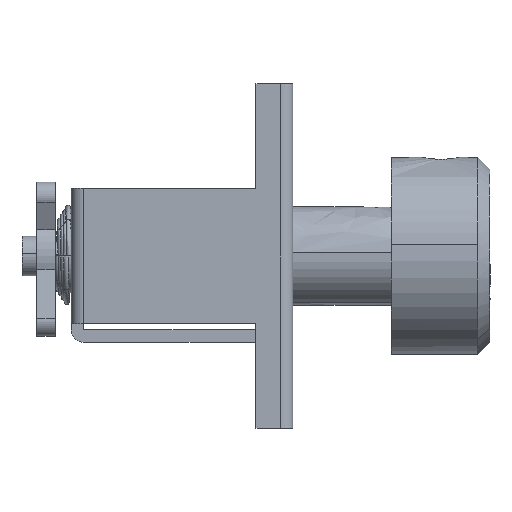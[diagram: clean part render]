
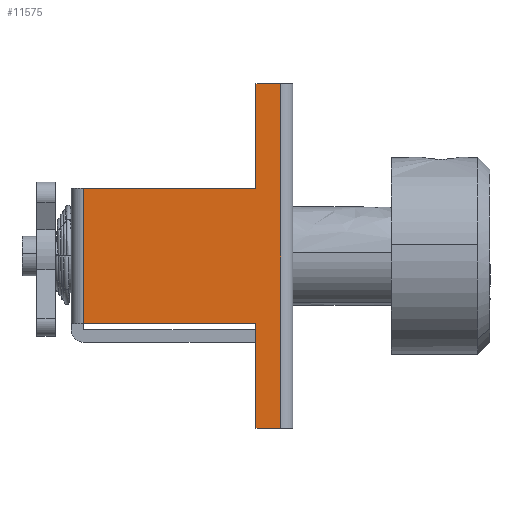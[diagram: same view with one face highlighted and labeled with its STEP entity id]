
A CAD part, left-side view. The second image highlights one B-rep face of the part: STEP entity #11575.
In plain terms, the highlighted free-form (B-spline) face has degree [1, 1] with [2, 2] control points.
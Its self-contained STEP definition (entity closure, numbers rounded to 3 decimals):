
#11294=CARTESIAN_POINT('',(17.0,7.0,5.5));
#11295=VERTEX_POINT('',#11294);
#11316=CARTESIAN_POINT('',(17.0,7.0,-5.5));
#11317=VERTEX_POINT('',#11316);
#11331=CARTESIAN_POINT('',(17.0,7.0,-5.5));
#11332=CARTESIAN_POINT('',(17.0,7.0,5.5));
#11333=QUASI_UNIFORM_CURVE('',1,(#11331,#11332),.UNSPECIFIED.,.F.,.U.);
#11334=EDGE_CURVE('',#11317,#11295,#11333,.T.);
#11396=CARTESIAN_POINT('',(3.0,7.0,14.));
#11397=VERTEX_POINT('',#11396);
#11403=CARTESIAN_POINT('',(1.0,7.0,14.));
#11404=VERTEX_POINT('',#11403);
#11405=CARTESIAN_POINT('',(3.0,7.0,14.));
#11406=CARTESIAN_POINT('',(1.0,7.0,14.));
#11407=QUASI_UNIFORM_CURVE('',1,(#11405,#11406),.UNSPECIFIED.,.F.,.U.);
#11408=EDGE_CURVE('',#11397,#11404,#11407,.T.);
#11510=CARTESIAN_POINT('',(1.0,7.0,-14.));
#11511=VERTEX_POINT('',#11510);
#11512=CARTESIAN_POINT('',(1.0,7.0,-14.));
#11513=CARTESIAN_POINT('',(1.0,7.0,14.));
#11514=QUASI_UNIFORM_CURVE('',1,(#11512,#11513),.UNSPECIFIED.,.F.,.U.);
#11515=EDGE_CURVE('',#11511,#11404,#11514,.T.);
#11534=CARTESIAN_POINT('',(0.201,7.0,-15.399));
#11535=CARTESIAN_POINT('',(0.201,7.0,15.399));
#11536=CARTESIAN_POINT('',(17.799,7.0,-15.399));
#11537=CARTESIAN_POINT('',(17.799,7.0,15.399));
#11538=B_SPLINE_SURFACE_WITH_KNOTS('',1,1,((#11534,#11536),(#11535,#11537)),.UNSPECIFIED.,.F.,.F.,.U.,(2,2),(2,2),(0.0,30.797),(0.0,17.598),.UNSPECIFIED.);
#11539=ORIENTED_EDGE('',*,*,#11408,.F.);
#11540=CARTESIAN_POINT('',(3.0,7.0,5.5));
#11541=VERTEX_POINT('',#11540);
#11542=CARTESIAN_POINT('',(3.0,7.0,5.5));
#11543=CARTESIAN_POINT('',(3.0,7.0,14.));
#11544=QUASI_UNIFORM_CURVE('',1,(#11542,#11543),.UNSPECIFIED.,.F.,.U.);
#11545=EDGE_CURVE('',#11541,#11397,#11544,.T.);
#11546=ORIENTED_EDGE('',*,*,#11545,.F.);
#11547=CARTESIAN_POINT('',(17.0,7.0,5.5));
#11548=CARTESIAN_POINT('',(3.0,7.0,5.5));
#11549=QUASI_UNIFORM_CURVE('',1,(#11547,#11548),.UNSPECIFIED.,.F.,.U.);
#11550=EDGE_CURVE('',#11295,#11541,#11549,.T.);
#11551=ORIENTED_EDGE('',*,*,#11550,.F.);
#11552=ORIENTED_EDGE('',*,*,#11334,.F.);
#11553=CARTESIAN_POINT('',(3.0,7.0,-5.5));
#11554=VERTEX_POINT('',#11553);
#11555=CARTESIAN_POINT('',(17.0,7.0,-5.5));
#11556=CARTESIAN_POINT('',(3.0,7.0,-5.5));
#11557=QUASI_UNIFORM_CURVE('',1,(#11555,#11556),.UNSPECIFIED.,.F.,.U.);
#11558=EDGE_CURVE('',#11317,#11554,#11557,.T.);
#11559=ORIENTED_EDGE('',*,*,#11558,.T.);
#11560=CARTESIAN_POINT('',(3.0,7.0,-14.));
#11561=VERTEX_POINT('',#11560);
#11562=CARTESIAN_POINT('',(3.0,7.0,-14.));
#11563=CARTESIAN_POINT('',(3.0,7.0,-5.5));
#11564=QUASI_UNIFORM_CURVE('',1,(#11562,#11563),.UNSPECIFIED.,.F.,.U.);
#11565=EDGE_CURVE('',#11561,#11554,#11564,.T.);
#11566=ORIENTED_EDGE('',*,*,#11565,.F.);
#11567=CARTESIAN_POINT('',(3.0,7.0,-14.));
#11568=CARTESIAN_POINT('',(1.0,7.0,-14.));
#11569=QUASI_UNIFORM_CURVE('',1,(#11567,#11568),.UNSPECIFIED.,.F.,.U.);
#11570=EDGE_CURVE('',#11561,#11511,#11569,.T.);
#11571=ORIENTED_EDGE('',*,*,#11570,.T.);
#11572=ORIENTED_EDGE('',*,*,#11515,.T.);
#11573=EDGE_LOOP('',(#11539,#11546,#11551,#11552,#11559,#11566,#11571,#11572));
#11574=FACE_OUTER_BOUND('',#11573,.T.);
#11575=ADVANCED_FACE('',(#11574),#11538,.T.);
